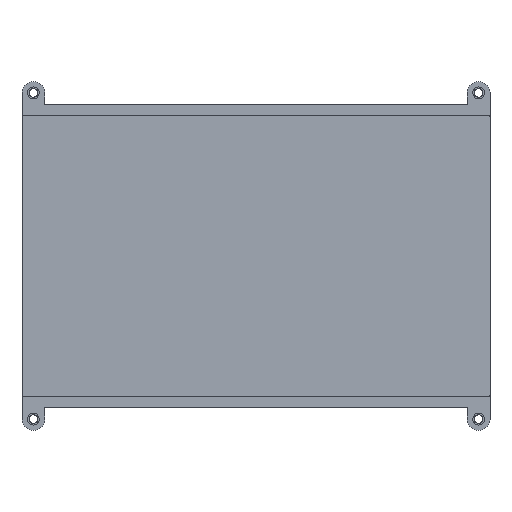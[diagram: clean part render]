
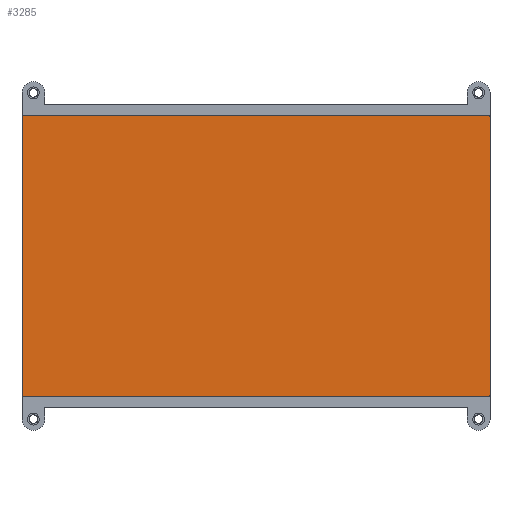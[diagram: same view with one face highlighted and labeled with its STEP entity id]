
A CAD part, top view. The second image highlights one B-rep face of the part: STEP entity #3285.
In plain terms, the highlighted planar face has unit normal (0, 0, 1).
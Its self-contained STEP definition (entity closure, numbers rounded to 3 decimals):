
#21 = ORIENTED_EDGE ( 'NONE', *, *, #7158, .T. ) ;
#89 = LINE ( 'NONE', #10626, #11073 ) ;
#192 = EDGE_CURVE ( 'NONE', #7346, #2857, #4989, .T. ) ;
#308 = VERTEX_POINT ( 'NONE', #5145 ) ;
#364 = DIRECTION ( 'NONE',  ( 0., -1., 0. ) ) ;
#365 = CARTESIAN_POINT ( 'NONE',  ( -82.2, 49.2, 7.6 ) ) ;
#514 = DIRECTION ( 'NONE',  ( 0., -1., 0. ) ) ;
#613 = AXIS2_PLACEMENT_3D ( 'NONE', #1761, #8691, #5819 ) ;
#699 = ORIENTED_EDGE ( 'NONE', *, *, #10753, .F. ) ;
#1311 = EDGE_CURVE ( 'NONE', #7346, #308, #89, .T. ) ;
#1636 = ORIENTED_EDGE ( 'NONE', *, *, #1904, .F. ) ;
#1659 = CARTESIAN_POINT ( 'NONE',  ( -82.5, 49.2, 7.6 ) ) ;
#1746 = DIRECTION ( 'NONE',  ( -1., 0., 0. ) ) ;
#1761 = CARTESIAN_POINT ( 'NONE',  ( 82.2, 49.2, 7.6 ) ) ;
#1843 = EDGE_CURVE ( 'NONE', #4080, #6775, #4801, .T. ) ;
#1904 = EDGE_CURVE ( 'NONE', #308, #4559, #9055, .T. ) ;
#2200 = DIRECTION ( 'NONE',  ( 0., 0., 1. ) ) ;
#2226 = PLANE ( 'NONE',  #3033 ) ;
#2261 = LINE ( 'NONE', #10838, #8839 ) ;
#2285 = ORIENTED_EDGE ( 'NONE', *, *, #1843, .T. ) ;
#2341 = DIRECTION ( 'NONE',  ( 1., 0., 0. ) ) ;
#2857 = VERTEX_POINT ( 'NONE', #10194 ) ;
#2977 = AXIS2_PLACEMENT_3D ( 'NONE', #11852, #5210, #3159 ) ;
#3033 = AXIS2_PLACEMENT_3D ( 'NONE', #5467, #10287, #9516 ) ;
#3159 = DIRECTION ( 'NONE',  ( 1., 0., 0. ) ) ;
#3239 = LINE ( 'NONE', #7113, #9865 ) ;
#3285 = ADVANCED_FACE ( 'NONE', ( #10928 ), #2226, .T. ) ;
#3806 = DIRECTION ( 'NONE',  ( 0., 0., 1. ) ) ;
#3997 = CARTESIAN_POINT ( 'NONE',  ( 82.2, -49.2, 7.6 ) ) ;
#4045 = VERTEX_POINT ( 'NONE', #11316 ) ;
#4080 = VERTEX_POINT ( 'NONE', #4417 ) ;
#4225 = CARTESIAN_POINT ( 'NONE',  ( -82.5, -49.2, 7.6 ) ) ;
#4417 = CARTESIAN_POINT ( 'NONE',  ( -82.2, 49.5, 7.6 ) ) ;
#4559 = VERTEX_POINT ( 'NONE', #4225 ) ;
#4801 = CIRCLE ( 'NONE', #9257, 0.3 ) ;
#4989 = CIRCLE ( 'NONE', #7602, 0.3 ) ;
#5145 = CARTESIAN_POINT ( 'NONE',  ( -82.2, -49.5, 7.6 ) ) ;
#5210 = DIRECTION ( 'NONE',  ( 0., 0., -1. ) ) ;
#5413 = EDGE_CURVE ( 'NONE', #7923, #2857, #2261, .T. ) ;
#5467 = CARTESIAN_POINT ( 'NONE',  ( 0., 0., 7.6 ) ) ;
#5479 = CIRCLE ( 'NONE', #613, 0.3 ) ;
#5530 = CARTESIAN_POINT ( 'NONE',  ( -82.5, 0., 7.6 ) ) ;
#5793 = CARTESIAN_POINT ( 'NONE',  ( 82.5, 49.2, 7.6 ) ) ;
#5819 = DIRECTION ( 'NONE',  ( -1., 0., 0. ) ) ;
#6225 = CARTESIAN_POINT ( 'NONE',  ( 82.2, -49.5, 7.6 ) ) ;
#6342 = ORIENTED_EDGE ( 'NONE', *, *, #7336, .F. ) ;
#6609 = DIRECTION ( 'NONE',  ( -1., 0., 0. ) ) ;
#6775 = VERTEX_POINT ( 'NONE', #1659 ) ;
#6882 = ORIENTED_EDGE ( 'NONE', *, *, #192, .T. ) ;
#7113 = CARTESIAN_POINT ( 'NONE',  ( 0., 49.5, 7.6 ) ) ;
#7158 = EDGE_CURVE ( 'NONE', #6775, #4559, #11359, .T. ) ;
#7336 = EDGE_CURVE ( 'NONE', #4080, #4045, #3239, .T. ) ;
#7346 = VERTEX_POINT ( 'NONE', #6225 ) ;
#7602 = AXIS2_PLACEMENT_3D ( 'NONE', #3997, #3806, #6609 ) ;
#7703 = ORIENTED_EDGE ( 'NONE', *, *, #1311, .F. ) ;
#7923 = VERTEX_POINT ( 'NONE', #5793 ) ;
#8264 = EDGE_LOOP ( 'NONE', ( #6342, #2285, #21, #1636, #7703, #6882, #12163, #699 ) ) ;
#8691 = DIRECTION ( 'NONE',  ( 0., 0., -1. ) ) ;
#8839 = VECTOR ( 'NONE', #364, 1000. ) ;
#9055 = CIRCLE ( 'NONE', #2977, 0.3 ) ;
#9061 = DIRECTION ( 'NONE',  ( 1., 0., 0. ) ) ;
#9257 = AXIS2_PLACEMENT_3D ( 'NONE', #365, #2200, #9061 ) ;
#9516 = DIRECTION ( 'NONE',  ( -1., 0., 0. ) ) ;
#9865 = VECTOR ( 'NONE', #2341, 1000. ) ;
#10194 = CARTESIAN_POINT ( 'NONE',  ( 82.5, -49.2, 7.6 ) ) ;
#10287 = DIRECTION ( 'NONE',  ( 0., 0., 1. ) ) ;
#10626 = CARTESIAN_POINT ( 'NONE',  ( 0., -49.5, 7.6 ) ) ;
#10753 = EDGE_CURVE ( 'NONE', #4045, #7923, #5479, .T. ) ;
#10838 = CARTESIAN_POINT ( 'NONE',  ( 82.5, 0., 7.6 ) ) ;
#10928 = FACE_OUTER_BOUND ( 'NONE', #8264, .T. ) ;
#11073 = VECTOR ( 'NONE', #1746, 1000. ) ;
#11254 = VECTOR ( 'NONE', #514, 1000. ) ;
#11316 = CARTESIAN_POINT ( 'NONE',  ( 82.2, 49.5, 7.6 ) ) ;
#11359 = LINE ( 'NONE', #5530, #11254 ) ;
#11852 = CARTESIAN_POINT ( 'NONE',  ( -82.2, -49.2, 7.6 ) ) ;
#12163 = ORIENTED_EDGE ( 'NONE', *, *, #5413, .F. ) ;
